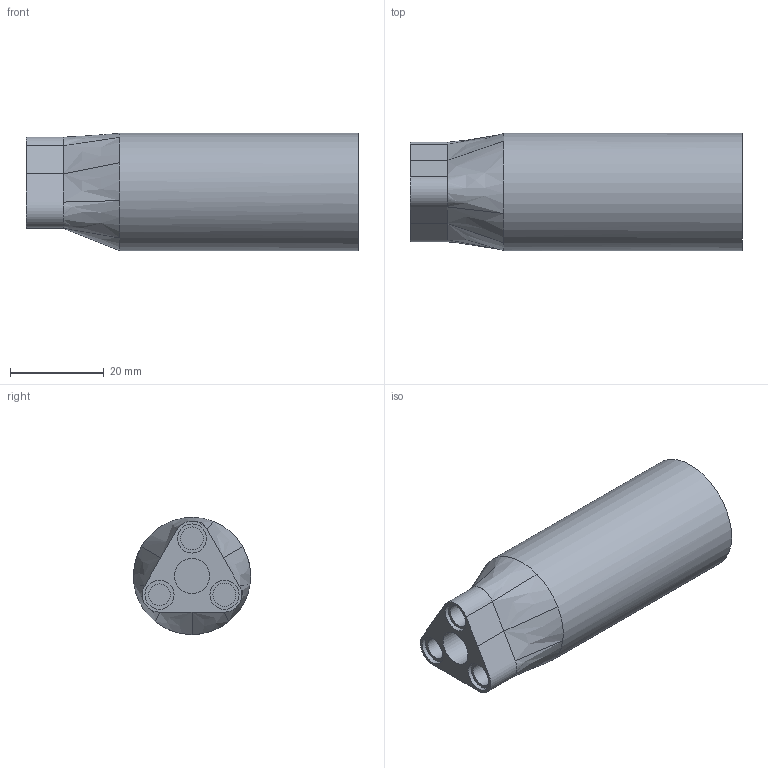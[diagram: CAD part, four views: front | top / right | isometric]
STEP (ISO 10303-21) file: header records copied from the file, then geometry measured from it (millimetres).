
FILE_DESCRIPTION(/* description */ (''),/* implementation_level */ '2;1');
FILE_NAME(/* name */ 'Wheel to hole v3.step',/* time_stamp */ '2022-12-06T00:17:51-05:00',/* author */ (''),/* organization */ (''),/* preprocessor_version */ 'ST-DEVELOPER v19.2',/* originating_system */ 'Autodesk Translation Framework v11.17.0.187',/* authorisation */ '');
FILE_SCHEMA (('AUTOMOTIVE_DESIGN { 1 0 10303 214 3 1 1 }'));
Length unit declared in the file: millimetre
Products named in the file (2): Wheel to hole; Wheel attach v1
Assembly tree (1 placements, depth 2):
  Wheel to hole
    Wheel attach v1
Bounding box: 70.8 x 25 x 25 mm (x, y, z)
Volume: 30934.8 mm3; surface area: 7091.9 mm2
Topology: 2 solids, 2 shells, 43 faces, 99 edges, 66 vertices
Faces by surface type: plane 21, cylinder 14, bspline 8
Full cylindrical faces by diameter (mm): 4.6 x1, 4.9 x2, 6.2 x6, 7.5 x1, 25 x1
Entity records: 1434 total; most frequent: CARTESIAN_POINT 370, DIRECTION 212, ORIENTED_EDGE 198, EDGE_CURVE 99, AXIS2_PLACEMENT_3D 76, VERTEX_POINT 66, LINE 60, VECTOR 60
